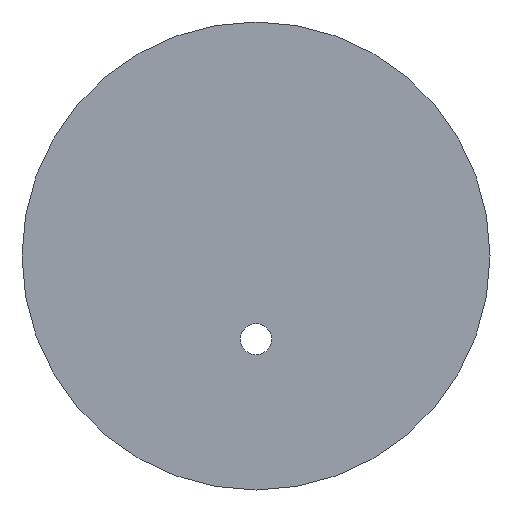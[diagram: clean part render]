
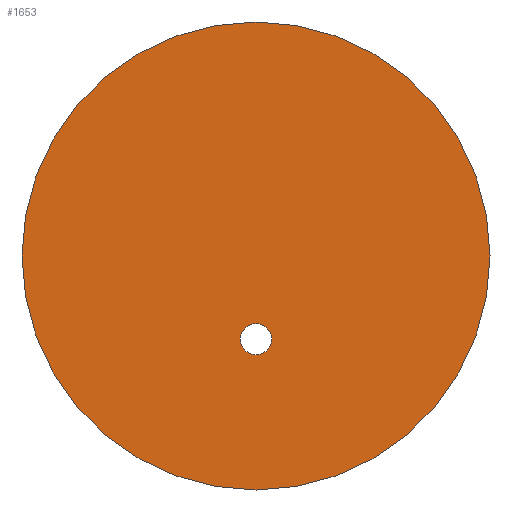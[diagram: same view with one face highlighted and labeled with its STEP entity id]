
A CAD part, front view. The second image highlights one B-rep face of the part: STEP entity #1653.
In plain terms, the highlighted planar face has unit normal (0, -1, 0).
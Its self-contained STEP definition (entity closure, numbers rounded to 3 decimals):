
#22 = AXIS2_PLACEMENT_3D ( 'NONE', #857, #988, #1265 ) ;
#92 = CARTESIAN_POINT ( 'NONE',  ( 0., 0., 0. ) ) ;
#120 = VERTEX_POINT ( 'NONE', #1190 ) ;
#155 = CARTESIAN_POINT ( 'NONE',  ( 0., 0., -8. ) ) ;
#182 = AXIS2_PLACEMENT_3D ( 'NONE', #1639, #461, #1479 ) ;
#291 = EDGE_CURVE ( 'NONE', #373, #120, #561, .T. ) ;
#326 = CARTESIAN_POINT ( 'NONE',  ( 0., 0., 22.5 ) ) ;
#373 = VERTEX_POINT ( 'NONE', #1562 ) ;
#461 = DIRECTION ( 'NONE',  ( 0., 1., 0. ) ) ;
#561 = CIRCLE ( 'NONE', #22, 1.5 ) ;
#576 = EDGE_LOOP ( 'NONE', ( #1458, #1845 ) ) ;
#656 = AXIS2_PLACEMENT_3D ( 'NONE', #155, #1565, #1292 ) ;
#668 = FACE_OUTER_BOUND ( 'NONE', #576, .T. ) ;
#710 = ORIENTED_EDGE ( 'NONE', *, *, #291, .T. ) ;
#729 = VERTEX_POINT ( 'NONE', #1404 ) ;
#750 = CIRCLE ( 'NONE', #656, 1.5 ) ;
#769 = CARTESIAN_POINT ( 'NONE',  ( 0., 0., 0. ) ) ;
#795 = VERTEX_POINT ( 'NONE', #326 ) ;
#857 = CARTESIAN_POINT ( 'NONE',  ( 0., 0., -8. ) ) ;
#872 = AXIS2_PLACEMENT_3D ( 'NONE', #769, #933, #1770 ) ;
#933 = DIRECTION ( 'NONE',  ( 0., 1., 0. ) ) ;
#956 = DIRECTION ( 'NONE',  ( 0., 0., 1. ) ) ;
#988 = DIRECTION ( 'NONE',  ( 0., 1., 0. ) ) ;
#990 = CIRCLE ( 'NONE', #182, 22.5 ) ;
#1124 = DIRECTION ( 'NONE',  ( 0., 1., 0. ) ) ;
#1190 = CARTESIAN_POINT ( 'NONE',  ( 0., 0., -6.5 ) ) ;
#1265 = DIRECTION ( 'NONE',  ( 0., 0., 1. ) ) ;
#1267 = EDGE_CURVE ( 'NONE', #729, #795, #990, .T. ) ;
#1292 = DIRECTION ( 'NONE',  ( 0., 0., 1. ) ) ;
#1397 = FACE_BOUND ( 'NONE', #1421, .T. ) ;
#1404 = CARTESIAN_POINT ( 'NONE',  ( 0., 0., -22.5 ) ) ;
#1421 = EDGE_LOOP ( 'NONE', ( #1564, #710 ) ) ;
#1458 = ORIENTED_EDGE ( 'NONE', *, *, #1267, .F. ) ;
#1477 = EDGE_CURVE ( 'NONE', #795, #729, #1685, .T. ) ;
#1479 = DIRECTION ( 'NONE',  ( 0., 0., 1. ) ) ;
#1562 = CARTESIAN_POINT ( 'NONE',  ( 0., 0., -9.5 ) ) ;
#1564 = ORIENTED_EDGE ( 'NONE', *, *, #1738, .T. ) ;
#1565 = DIRECTION ( 'NONE',  ( 0., 1., 0. ) ) ;
#1598 = AXIS2_PLACEMENT_3D ( 'NONE', #92, #1124, #956 ) ;
#1639 = CARTESIAN_POINT ( 'NONE',  ( 0., 0., 0. ) ) ;
#1653 = ADVANCED_FACE ( 'NONE', ( #1397, #668 ), #1696, .F. ) ;
#1685 = CIRCLE ( 'NONE', #872, 22.5 ) ;
#1696 = PLANE ( 'NONE',  #1598 ) ;
#1738 = EDGE_CURVE ( 'NONE', #120, #373, #750, .T. ) ;
#1770 = DIRECTION ( 'NONE',  ( 0., 0., 1. ) ) ;
#1845 = ORIENTED_EDGE ( 'NONE', *, *, #1477, .F. ) ;
